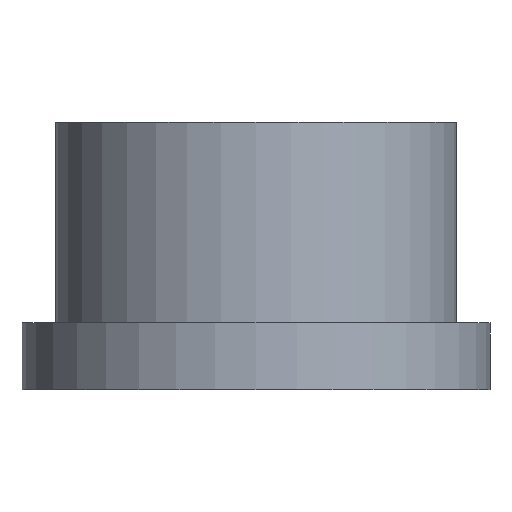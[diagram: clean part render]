
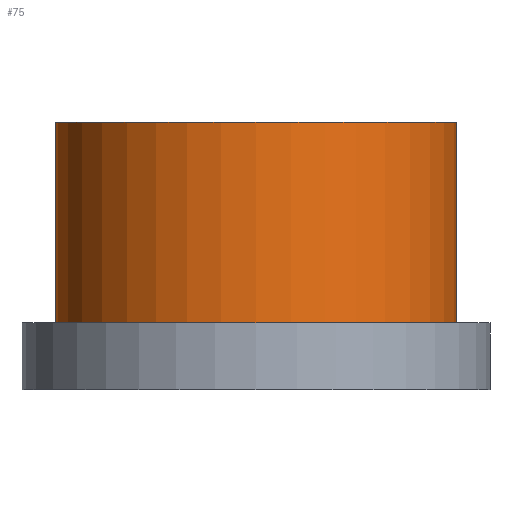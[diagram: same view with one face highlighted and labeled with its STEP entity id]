
A CAD part, front view. The second image highlights one B-rep face of the part: STEP entity #75.
In plain terms, the highlighted cylindrical face has radius 6 mm (diameter 12 mm), a full revolution.
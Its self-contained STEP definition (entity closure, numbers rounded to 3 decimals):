
#75 = ADVANCED_FACE( '', ( #82, #83 ), #84, .T. );
#82 = FACE_OUTER_BOUND( '', #100, .T. );
#83 = FACE_OUTER_BOUND( '', #101, .T. );
#84 = CYLINDRICAL_SURFACE( '', #102, 6. );
#100 = EDGE_LOOP( '', ( #118 ) );
#101 = EDGE_LOOP( '', ( #119 ) );
#102 = AXIS2_PLACEMENT_3D( '', #120, #121, #122 );
#118 = ORIENTED_EDGE( '', *, *, #148, .T. );
#119 = ORIENTED_EDGE( '', *, *, #149, .T. );
#120 = CARTESIAN_POINT( '', ( 0., 0., -430.862 ) );
#121 = DIRECTION( '', ( 0., 0., 1. ) );
#122 = DIRECTION( '', ( -1., 0., 0. ) );
#148 = EDGE_CURVE( '', #154, #154, #155, .T. );
#149 = EDGE_CURVE( '', #156, #156, #157, .F. );
#154 = VERTEX_POINT( '', #166 );
#155 = CIRCLE( '', #167, 6. );
#156 = VERTEX_POINT( '', #168 );
#157 = CIRCLE( '', #169, 6. );
#166 = CARTESIAN_POINT( '', ( 6., 0., -430.862 ) );
#167 = AXIS2_PLACEMENT_3D( '', #178, #179, #180 );
#168 = CARTESIAN_POINT( '', ( -6., 0., -436.862 ) );
#169 = AXIS2_PLACEMENT_3D( '', #181, #182, #183 );
#178 = CARTESIAN_POINT( '', ( 0., 0., -430.862 ) );
#179 = DIRECTION( '', ( 0., 0., -1. ) );
#180 = DIRECTION( '', ( 1., 0., 0. ) );
#181 = CARTESIAN_POINT( '', ( 0., 0., -436.862 ) );
#182 = DIRECTION( '', ( 0., 0., -1. ) );
#183 = DIRECTION( '', ( -1., 0., 0. ) );
